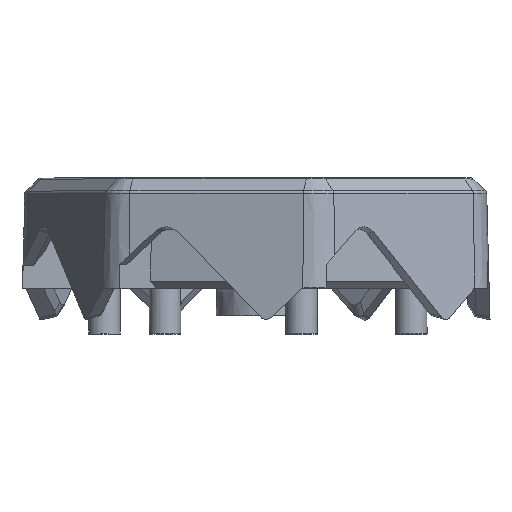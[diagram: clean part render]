
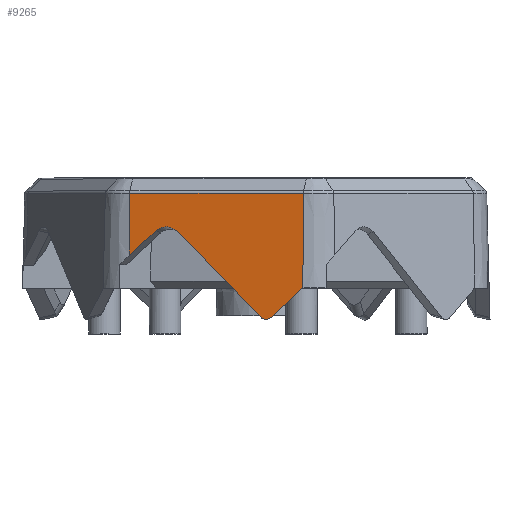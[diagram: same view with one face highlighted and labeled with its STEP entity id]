
A CAD part, top view. The second image highlights one B-rep face of the part: STEP entity #9265.
In plain terms, the highlighted planar face has unit normal (-0.223, 0.026, 0.975).
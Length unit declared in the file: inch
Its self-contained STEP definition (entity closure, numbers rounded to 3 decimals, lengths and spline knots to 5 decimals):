
#256=PLANE('',#10385);
#291=ELLIPSE('',#9702,0.04163,0.03937);
#328=ELLIPSE('',#10298,0.08228,0.07874);
#929=LINE('',#17648,#1511);
#932=LINE('',#17656,#1514);
#935=LINE('',#17667,#1517);
#971=LINE('',#18955,#1553);
#972=LINE('',#18956,#1554);
#1511=VECTOR('',#12909,0.3937);
#1514=VECTOR('',#12918,39.37008);
#1517=VECTOR('',#12925,39.37008);
#1553=VECTOR('',#13129,0.3937);
#1554=VECTOR('',#13130,39.37008);
#1885=B_SPLINE_CURVE_WITH_KNOTS('',3,(#18949,#18950,#18951,#18952),
 .UNSPECIFIED.,.F.,.F.,(4,4),(0.,1.),.UNSPECIFIED.);
#2332=FACE_OUTER_BOUND('',#2842,.T.);
#2842=EDGE_LOOP('',(#8506,#8507,#8508,#8509,#8510,#8511,#8512,#8513));
#3971=VERTEX_POINT('',#15558);
#3972=VERTEX_POINT('',#15560);
#4416=VERTEX_POINT('',#17646);
#4417=VERTEX_POINT('',#17650);
#4418=VERTEX_POINT('',#17651);
#4421=VERTEX_POINT('',#17666);
#4445=VERTEX_POINT('',#18947);
#4446=VERTEX_POINT('',#18954);
#4985=EDGE_CURVE('',#3971,#3972,#291,.T.);
#5730=EDGE_CURVE('',#3971,#4416,#929,.T.);
#5731=EDGE_CURVE('',#4417,#4418,#328,.T.);
#5734=EDGE_CURVE('',#4418,#3972,#932,.T.);
#5738=EDGE_CURVE('',#4421,#4417,#935,.T.);
#5832=EDGE_CURVE('',#4416,#4445,#1885,.T.);
#5833=EDGE_CURVE('',#4446,#4445,#971,.T.);
#5834=EDGE_CURVE('',#4421,#4446,#972,.T.);
#8506=ORIENTED_EDGE('',*,*,#5734,.T.);
#8507=ORIENTED_EDGE('',*,*,#4985,.F.);
#8508=ORIENTED_EDGE('',*,*,#5730,.T.);
#8509=ORIENTED_EDGE('',*,*,#5832,.T.);
#8510=ORIENTED_EDGE('',*,*,#5833,.F.);
#8511=ORIENTED_EDGE('',*,*,#5834,.F.);
#8512=ORIENTED_EDGE('',*,*,#5738,.T.);
#8513=ORIENTED_EDGE('',*,*,#5731,.T.);
#9265=ADVANCED_FACE('',(#2332),#256,.T.);
#9702=AXIS2_PLACEMENT_3D('',#15561,#11316,#11317);
#10298=AXIS2_PLACEMENT_3D('',#17652,#12912,#12913);
#10385=AXIS2_PLACEMENT_3D('',#18953,#13127,#13128);
#11316=DIRECTION('center_axis',(0.222,-0.026,-0.975));
#11317=DIRECTION('ref_axis',(0.647,-0.744,0.168));
#12909=DIRECTION('',(0.724,0.673,0.147));
#12912=DIRECTION('center_axis',(0.222,-0.026,-0.975));
#12913=DIRECTION('ref_axis',(0.726,-0.662,0.184));
#12918=DIRECTION('',(0.685,-0.707,0.175));
#12925=DIRECTION('',(0.732,0.665,0.149));
#13127=DIRECTION('center_axis',(-0.222,0.026,0.975));
#13128=DIRECTION('ref_axis',(0.975,0.,0.223));
#13129=DIRECTION('',(0.975,0.,0.223));
#13130=DIRECTION('',(0.006,1.,-0.026));
#15558=CARTESIAN_POINT('',(0.02704,-0.14709,1.15545));
#15560=CARTESIAN_POINT('',(-0.02724,-0.14432,1.14298));
#15561=CARTESIAN_POINT('Origin',(-0.0001,-0.11631,
1.14842));
#17646=CARTESIAN_POINT('',(0.18539,0.00005,1.18767));
#17648=CARTESIAN_POINT('',(-0.25991,-0.41388,1.09711));
#17650=CARTESIAN_POINT('',(-0.54789,0.28646,1.01257));
#17651=CARTESIAN_POINT('',(-0.43939,0.28098,1.03748));
#17652=CARTESIAN_POINT('Origin',(-0.49432,0.22563,1.02643));
#17656=CARTESIAN_POINT('',(-0.43939,0.28098,1.03748));
#17666=CARTESIAN_POINT('',(-0.68183,0.16472,0.98527));
#17667=CARTESIAN_POINT('',(-0.68183,0.16472,0.98527));
#18947=CARTESIAN_POINT('',(0.18848,0.47235,1.17566));
#18949=CARTESIAN_POINT('Ctrl Pts',(0.18553,0.0001,
1.18767));
#18950=CARTESIAN_POINT('Ctrl Pts',(0.18655,0.15751,1.18367));
#18951=CARTESIAN_POINT('Ctrl Pts',(0.18751,0.31493,
1.17967));
#18952=CARTESIAN_POINT('Ctrl Pts',(0.18848,0.47235,
1.17566));
#18953=CARTESIAN_POINT('Origin',(-0.87726,0.55067,0.93029));
#18954=CARTESIAN_POINT('',(-0.68003,0.47234,0.97741));
#18955=CARTESIAN_POINT('',(-0.68003,0.47234,0.97741));
#18956=CARTESIAN_POINT('',(-115.16195,-19645.66929,502.53009));
